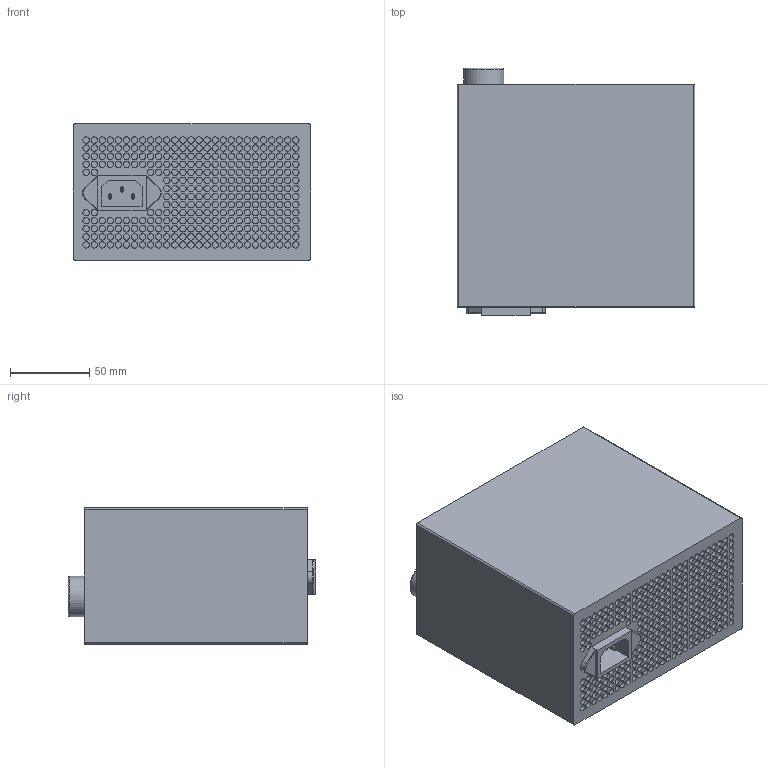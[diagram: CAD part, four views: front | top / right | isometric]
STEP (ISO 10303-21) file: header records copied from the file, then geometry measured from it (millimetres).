
FILE_DESCRIPTION(/* description */ (''),/* implementation_level */ '2;1');
FILE_NAME(/* name */ 'ATX PSU.step',/* time_stamp */ '2018-07-25T15:34:56+02:00',/* author */ ('boelle'),/* organization */ (''),/* preprocessor_version */ 'ST-DEVELOPER v17',/* originating_system */ 'Autodesk Translation Framework v7.1.0.215',/* authorisation */ '');
FILE_SCHEMA (('AUTOMOTIVE_DESIGN { 1 0 10303 214 3 1 1 }'));
Length unit declared in the file: millimetre
Products named in the file (1): power supply
Bounding box: 149.86 x 156.21 x 85.72 mm (x, y, z)
Volume: 1707534.4 mm3; surface area: 151993.6 mm2
Topology: 1 solids, 1 shells, 1087 faces, 2643 edges, 1909 vertices
Faces by surface type: plane 566, cylinder 484, torus 37
Full cylindrical faces by diameter (mm): 4.064 x326, 12.7 x1, 25.4 x1
Entity records: 34940 total; most frequent: CARTESIAN_POINT 7334, DIRECTION 6250, ORIENTED_EDGE 5286, AXIS2_PLACEMENT_3D 2653, EDGE_CURVE 2643, VERTEX_POINT 1909, CIRCLE 1559, EDGE_LOOP 1438
